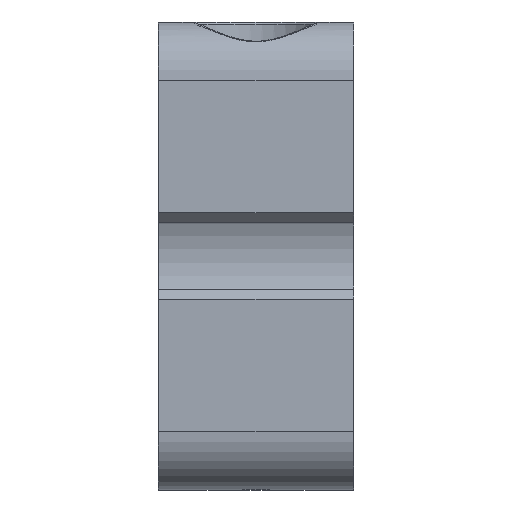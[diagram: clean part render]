
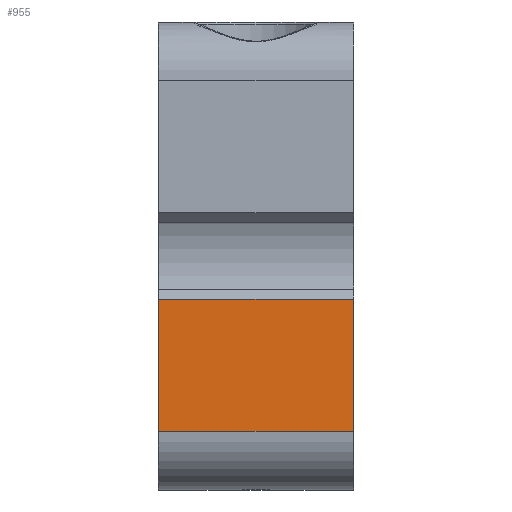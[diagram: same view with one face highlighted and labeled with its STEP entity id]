
A CAD part, left-side view. The second image highlights one B-rep face of the part: STEP entity #955.
In plain terms, the highlighted planar face has unit normal (-1, 0, 0).
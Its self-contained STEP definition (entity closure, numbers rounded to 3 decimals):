
#86=LINE('',#1897,#162);
#107=LINE('',#1961,#183);
#117=LINE('',#1998,#193);
#126=LINE('',#2032,#202);
#162=VECTOR('',#1203,10.);
#183=VECTOR('',#1254,10.);
#193=VECTOR('',#1286,10.);
#202=VECTOR('',#1313,10.);
#275=FACE_OUTER_BOUND('',#331,.T.);
#331=EDGE_LOOP('',(#831,#832,#833,#834));
#436=VERTEX_POINT('',#1894);
#437=VERTEX_POINT('',#1896);
#464=VERTEX_POINT('',#1958);
#465=VERTEX_POINT('',#1960);
#546=EDGE_CURVE('',#436,#437,#86,.T.);
#579=EDGE_CURVE('',#464,#465,#107,.F.);
#596=EDGE_CURVE('',#437,#464,#117,.T.);
#609=EDGE_CURVE('',#465,#436,#126,.T.);
#831=ORIENTED_EDGE('',*,*,#596,.F.);
#832=ORIENTED_EDGE('',*,*,#546,.F.);
#833=ORIENTED_EDGE('',*,*,#609,.F.);
#834=ORIENTED_EDGE('',*,*,#579,.F.);
#916=PLANE('',#1063);
#955=ADVANCED_FACE('',(#275),#916,.T.);
#1063=AXIS2_PLACEMENT_3D('',#2034,#1315,#1316);
#1203=DIRECTION('',(0.,0.,1.));
#1254=DIRECTION('',(0.,0.,1.));
#1286=DIRECTION('',(0.,-1.,0.));
#1313=DIRECTION('',(0.,1.,0.));
#1315=DIRECTION('center_axis',(-1.,0.,0.));
#1316=DIRECTION('ref_axis',(0.,0.,
1.));
#1894=CARTESIAN_POINT('',(-52.354,-9.012,367.147));
#1896=CARTESIAN_POINT('',(-52.354,-9.012,373.933));
#1897=CARTESIAN_POINT('',(-52.354,-9.012,369.797));
#1958=CARTESIAN_POINT('',(-52.354,-19.012,373.933));
#1960=CARTESIAN_POINT('',(-52.354,-19.012,367.147));
#1961=CARTESIAN_POINT('',(-52.354,-19.012,369.797));
#1998=CARTESIAN_POINT('',(-52.354,-15.362,373.933));
#2032=CARTESIAN_POINT('',(-52.354,-21.712,367.147));
#2034=CARTESIAN_POINT('Origin',(-52.354,-21.712,363.447));
